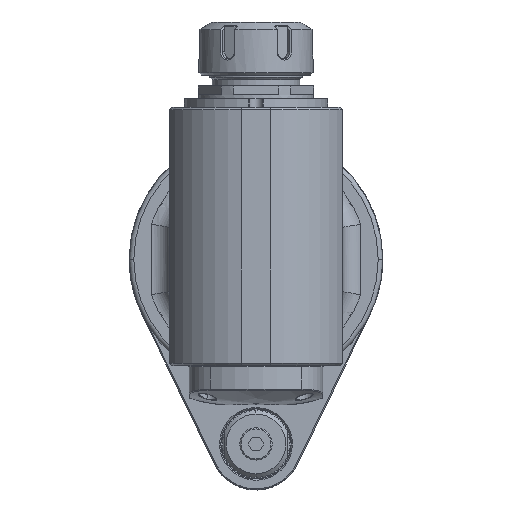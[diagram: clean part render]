
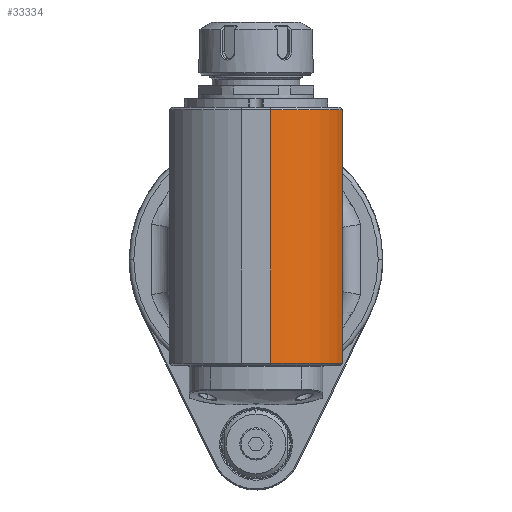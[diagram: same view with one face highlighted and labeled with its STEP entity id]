
A CAD part, front view. The second image highlights one B-rep face of the part: STEP entity #33334.
In plain terms, the highlighted cylindrical face has radius 40 mm (diameter 80 mm), a partial arc.
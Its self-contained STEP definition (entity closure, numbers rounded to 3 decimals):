
#6077=DIRECTION('',(0.,0.,-1.));
#6078=VECTOR('',#6077,110.);
#6079=CARTESIAN_POINT('',(37.5,-11.919,65.));
#6080=LINE('',#6079,#6078);
#6081=DIRECTION('',(0.,0.,-1.));
#6082=VECTOR('',#6081,110.);
#6083=CARTESIAN_POINT('',(6.305,-37.5,65.));
#6084=LINE('',#6083,#6082);
#6097=CARTESIAN_POINT('',(0.,2.,
65.));
#6098=DIRECTION('',(0.,0.,-1.));
#6099=DIRECTION('',(0.938,-0.348,0.));
#6100=AXIS2_PLACEMENT_3D('',#6097,#6098,#6099);
#6136=CARTESIAN_POINT('',(0.,2.,
-45.));
#6137=DIRECTION('',(0.,0.,1.));
#6138=DIRECTION('',(0.158,-0.988,0.));
#6139=AXIS2_PLACEMENT_3D('',#6136,#6137,#6138);
#24204=CARTESIAN_POINT('',(6.305,-37.5,
65.));
#24206=VERTEX_POINT('',#24204);
#24215=CARTESIAN_POINT('',(37.5,-11.919,
65.));
#24216=CARTESIAN_POINT('',(37.5,-11.919,
-45.));
#24217=VERTEX_POINT('',#24215);
#24218=VERTEX_POINT('',#24216);
#24219=CARTESIAN_POINT('',(6.305,-37.5,
-45.));
#24220=VERTEX_POINT('',#24219);
#33320=CARTESIAN_POINT('',(0.,2.,66.));
#33321=DIRECTION('',(0.,0.,-1.));
#33322=DIRECTION('',(-1.,0.,0.));
#33323=AXIS2_PLACEMENT_3D('',#33320,#33321,#33322);
#33324=CYLINDRICAL_SURFACE('',#33323,40.);
#33326=ORIENTED_EDGE('',*,*,#33325,.F.);
#33327=ORIENTED_EDGE('',*,*,#33314,.T.);
#33329=ORIENTED_EDGE('',*,*,#33328,.F.);
#33331=ORIENTED_EDGE('',*,*,#33330,.F.);
#33332=EDGE_LOOP('',(#33326,#33327,#33329,#33331));
#33333=FACE_OUTER_BOUND('',#33332,.F.);
#33334=ADVANCED_FACE('',(#33333),#33324,.T.);
#6101=CIRCLE('',#6100,40.);
#6140=CIRCLE('',#6139,40.);
#33314=EDGE_CURVE('',#24217,#24218,#6080,.T.);
#33325=EDGE_CURVE('',#24217,#24206,#6101,.T.);
#33328=EDGE_CURVE('',#24220,#24218,#6140,.T.);
#33330=EDGE_CURVE('',#24206,#24220,#6084,.T.);
